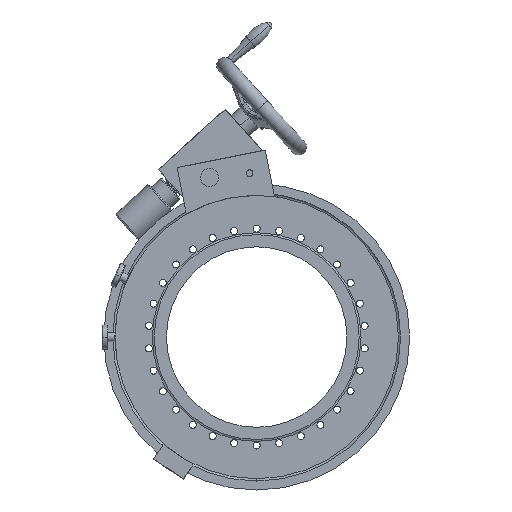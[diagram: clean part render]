
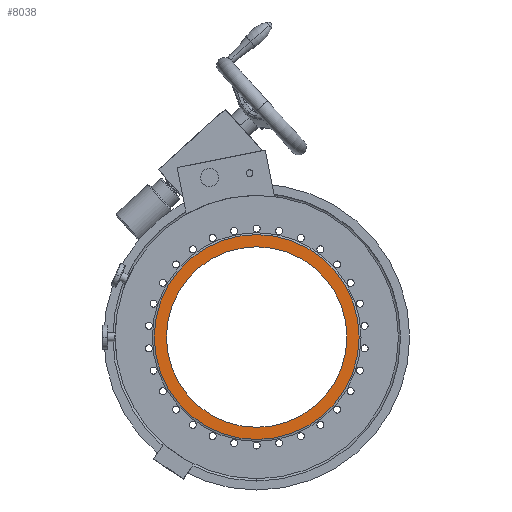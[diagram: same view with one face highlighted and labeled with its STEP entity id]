
A CAD part, front view. The second image highlights one B-rep face of the part: STEP entity #8038.
In plain terms, the highlighted planar face has unit normal (0, -1, 0).
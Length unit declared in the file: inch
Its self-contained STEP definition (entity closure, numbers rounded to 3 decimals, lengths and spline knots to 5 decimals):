
#3615 = EDGE_CURVE ( 'NONE', #17001, #17504, #14966, .T. ) ;
#3772 = EDGE_CURVE ( 'NONE', #18128, #18210, #14679, .T. ) ;
#4902 = AXIS2_PLACEMENT_3D ( 'NONE', #42304, #42305, #42306 ) ;
#5080 = AXIS2_PLACEMENT_3D ( 'NONE', #42319, #42322, #42323 ) ;
#8038 = ADVANCED_FACE ( 'NONE', ( #39284, #39206 ), #30650, .T. ) ;
#9674 = EDGE_CURVE ( 'NONE', #18210, #18128, #15947, .T. ) ;
#9683 = EDGE_CURVE ( 'NONE', #17504, #17001, #16028, .T. ) ;
#12704 = ORIENTED_EDGE ( 'NONE', *, *, #3772, .F. ) ;
#12717 = ORIENTED_EDGE ( 'NONE', *, *, #9674, .F. ) ;
#12786 = ORIENTED_EDGE ( 'NONE', *, *, #3615, .T. ) ;
#12789 = ORIENTED_EDGE ( 'NONE', *, *, #9683, .T. ) ;
#14679 = CIRCLE ( 'NONE', #33417, 5.015 ) ;
#14966 = CIRCLE ( 'NONE', #33389, 5.694 ) ;
#15947 = CIRCLE ( 'NONE', #4902, 5.015 ) ;
#16028 = CIRCLE ( 'NONE', #5080, 5.694 ) ;
#17001 = VERTEX_POINT ( 'NONE', #22991 ) ;
#17504 = VERTEX_POINT ( 'NONE', #23736 ) ;
#18128 = VERTEX_POINT ( 'NONE', #20697 ) ;
#18210 = VERTEX_POINT ( 'NONE', #20759 ) ;
#19079 = DIRECTION ( 'NONE',  ( 0., -1., 0. ) ) ;
#19106 = DIRECTION ( 'NONE',  ( 1., 0., 0. ) ) ;
#19355 = CARTESIAN_POINT ( 'NONE',  ( 0., 0.086, 0. ) ) ;
#20697 = CARTESIAN_POINT ( 'NONE',  ( 5.015, 0.086, 0. ) ) ;
#20759 = CARTESIAN_POINT ( 'NONE',  ( -5.015, 0.086, 0. ) ) ;
#22991 = CARTESIAN_POINT ( 'NONE',  ( 5.694, 0.086, 0. ) ) ;
#23736 = CARTESIAN_POINT ( 'NONE',  ( -5.694, 0.086, 0. ) ) ;
#25967 = EDGE_LOOP ( 'NONE', ( #12704, #12717 ) ) ;
#25969 = EDGE_LOOP ( 'NONE', ( #12786, #12789 ) ) ;
#30631 = DIRECTION ( 'NONE',  ( 1., 0., 0. ) ) ;
#30632 = DIRECTION ( 'NONE',  ( 0., -1., 0. ) ) ;
#30650 = PLANE ( 'NONE',  #33234 ) ;
#30651 = CARTESIAN_POINT ( 'NONE',  ( 0., 0.086, 5.015 ) ) ;
#33234 = AXIS2_PLACEMENT_3D ( 'NONE', #30651, #30632, #30631 ) ;
#33389 = AXIS2_PLACEMENT_3D ( 'NONE', #38658, #38480, #38637 ) ;
#33417 = AXIS2_PLACEMENT_3D ( 'NONE', #19355, #19079, #19106 ) ;
#38480 = DIRECTION ( 'NONE',  ( 0., -1., 0. ) ) ;
#38637 = DIRECTION ( 'NONE',  ( 1., 0., 0. ) ) ;
#38658 = CARTESIAN_POINT ( 'NONE',  ( 0., 0.086, 0. ) ) ;
#39206 = FACE_BOUND ( 'NONE', #25967, .T. ) ;
#39284 = FACE_OUTER_BOUND ( 'NONE', #25969, .T. ) ;
#42304 = CARTESIAN_POINT ( 'NONE',  ( 0., 0.086, 0. ) ) ;
#42305 = DIRECTION ( 'NONE',  ( 0., -1., 0. ) ) ;
#42306 = DIRECTION ( 'NONE',  ( 1., 0., 0. ) ) ;
#42319 = CARTESIAN_POINT ( 'NONE',  ( 0., 0.086, 0. ) ) ;
#42322 = DIRECTION ( 'NONE',  ( 0., -1., 0. ) ) ;
#42323 = DIRECTION ( 'NONE',  ( 1., 0., 0. ) ) ;
